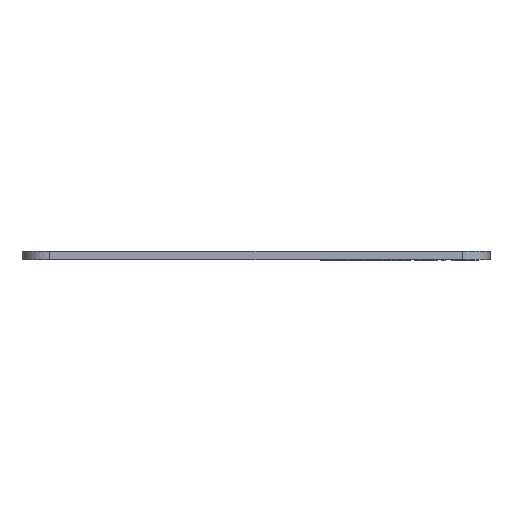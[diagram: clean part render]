
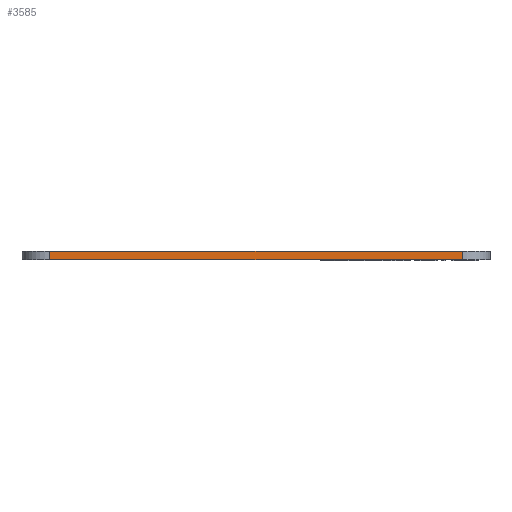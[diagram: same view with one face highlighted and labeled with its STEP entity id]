
A CAD part, front view. The second image highlights one B-rep face of the part: STEP entity #3585.
In plain terms, the highlighted planar face has unit normal (0, -1, 0).
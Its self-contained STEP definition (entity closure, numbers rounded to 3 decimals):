
#357=FACE_OUTER_BOUND('',#565,.T.);
#565=EDGE_LOOP('',(#2948,#2949,#2950,#2951));
#782=LINE('',#5457,#1171);
#919=LINE('',#5944,#1308);
#927=LINE('',#5968,#1316);
#929=LINE('',#5971,#1318);
#1171=VECTOR('',#4135,10.);
#1308=VECTOR('',#4428,10.);
#1316=VECTOR('',#4454,10.);
#1318=VECTOR('',#4458,10.);
#1540=VERTEX_POINT('',#5435);
#1550=VERTEX_POINT('',#5455);
#1701=VERTEX_POINT('',#5940);
#1709=VERTEX_POINT('',#5966);
#1950=EDGE_CURVE('',#1550,#1540,#782,.T.);
#2140=EDGE_CURVE('',#1540,#1701,#919,.T.);
#2151=EDGE_CURVE('',#1709,#1550,#927,.T.);
#2153=EDGE_CURVE('',#1701,#1709,#929,.T.);
#2948=ORIENTED_EDGE('',*,*,#2140,.F.);
#2949=ORIENTED_EDGE('',*,*,#1950,.F.);
#2950=ORIENTED_EDGE('',*,*,#2151,.F.);
#2951=ORIENTED_EDGE('',*,*,#2153,.F.);
#3439=PLANE('',#3809);
#3585=ADVANCED_FACE('',(#357),#3439,.T.);
#3809=AXIS2_PLACEMENT_3D('',#5970,#4456,#4457);
#4135=DIRECTION('',(-1.,0.,0.));
#4428=DIRECTION('',(0.,0.,1.));
#4454=DIRECTION('',(0.,0.,-1.));
#4456=DIRECTION('center_axis',(0.,-1.,0.));
#4457=DIRECTION('ref_axis',(1.,0.,0.));
#4458=DIRECTION('',(1.,0.,0.));
#5435=CARTESIAN_POINT('',(-8.32,-87.44,0.));
#5455=CARTESIAN_POINT('',(65.3,-87.44,0.));
#5457=CARTESIAN_POINT('',(70.3,-87.44,0.));
#5940=CARTESIAN_POINT('',(-8.32,-87.44,1.5));
#5944=CARTESIAN_POINT('',(-8.32,-87.44,0.));
#5966=CARTESIAN_POINT('',(65.3,-87.44,1.5));
#5968=CARTESIAN_POINT('',(65.3,-87.44,0.));
#5970=CARTESIAN_POINT('Origin',(-13.32,-87.44,0.));
#5971=CARTESIAN_POINT('',(70.3,-87.44,1.5));
